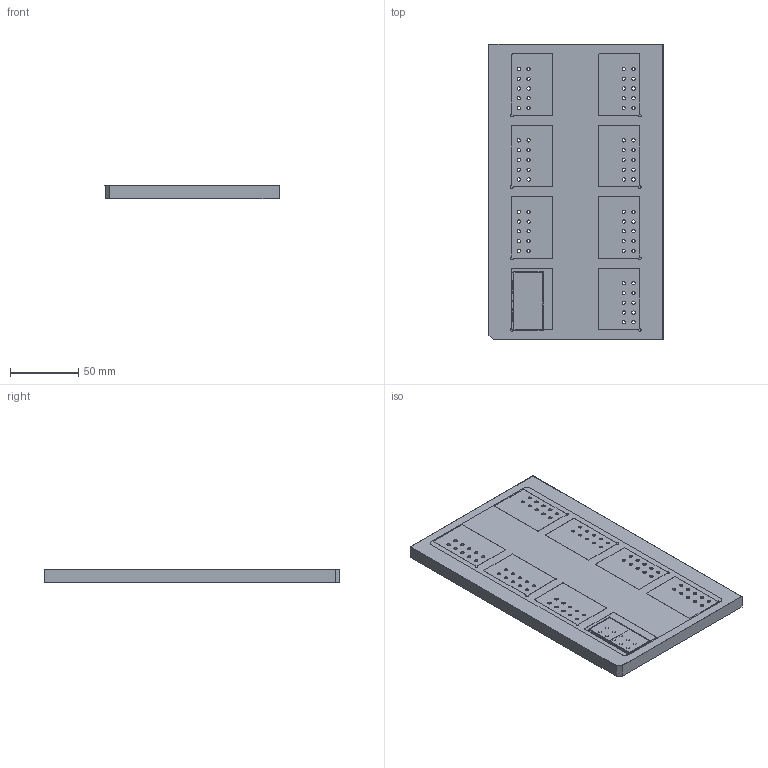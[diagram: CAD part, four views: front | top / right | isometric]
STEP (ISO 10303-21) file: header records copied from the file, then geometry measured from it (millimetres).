
FILE_DESCRIPTION(/* description */ (''),/* implementation_level */ '2;1');
FILE_NAME(/* name */ 'BBM Staging Plate Assembly.stp',/* time_stamp */ '2021-04-06T19:07:16-05:00',/* author */ ('caleb'),/* organization */ (''),/* preprocessor_version */ 'ST-DEVELOPER v17.2',/* originating_system */ 'Autodesk Inventor 2019',/* authorisation */ '');
FILE_SCHEMA (('AUTOMOTIVE_DESIGN { 1 0 10303 214 3 1 1 }'));
Length unit declared in the file: inch
Products named in the file (8): BBM Staging Plate Assembly; Assembly Plate; Assembly Stencil; Bare Bump-Bonded Module; F10112318--_1-MODULE_ CMS2 ETL_ PIXEL SENSOR 1X2; F10112320--_1-MODULE_ CMS2 ETL_ PIXEL SENSOR UNDERFILL; F10112319--_1-MODULE_ CMS2 ETL_ PIXEL SENSOR READOUT CHIP; Plastic Inlay
Assembly tree (8 placements, depth 3):
  BBM Staging Plate Assembly
    Assembly Plate
    Assembly Stencil
    Bare Bump-Bonded Module
      F10112318--_1-MODULE_ CMS2 ETL_ PIXEL SENSOR 1X2
      F10112320--_1-MODULE_ CMS2 ETL_ PIXEL SENSOR UNDERFILL
      F10112319--_1-MODULE_ CMS2 ETL_ PIXEL SENSOR READOUT CHIP  x2
    Plastic Inlay
Bounding box: 127.23 x 215.92 x 10.1 mm (x, y, z)
Volume: 257721.8 mm3; surface area: 148791.5 mm2
Topology: 8 solids, 8 shells, 290 faces, 982 edges, 712 vertices
Faces by surface type: cylinder 200, plane 90
Full cylindrical faces by diameter (mm): 2.381 x80, 3.175 x80
Entity records: 12043 total; most frequent: DIRECTION 2124, CARTESIAN_POINT 1965, ORIENTED_EDGE 1932, EDGE_CURVE 966, AXIS2_PLACEMENT_3D 859, VERTEX_POINT 700, EDGE_LOOP 622, CIRCLE 560
